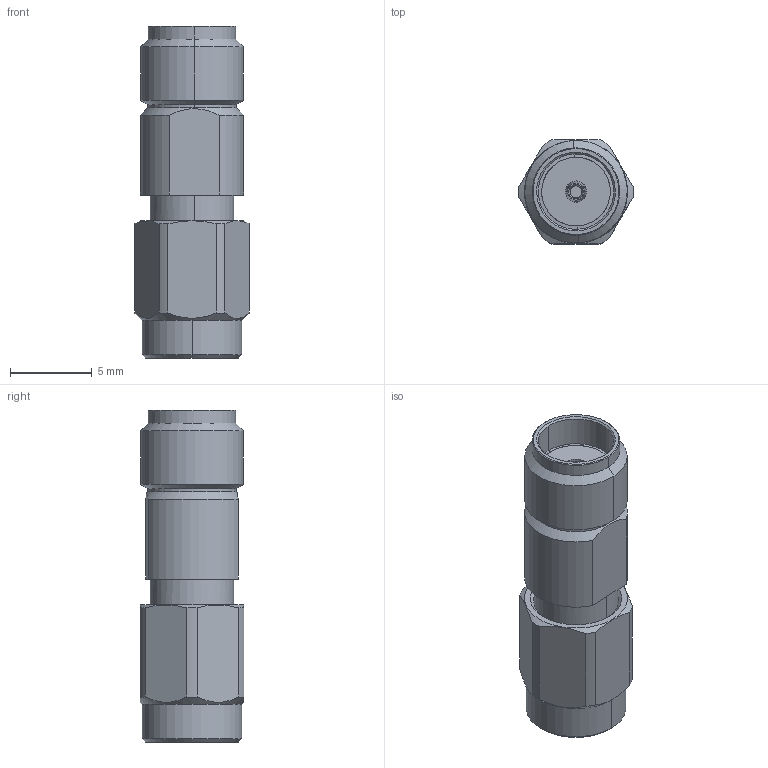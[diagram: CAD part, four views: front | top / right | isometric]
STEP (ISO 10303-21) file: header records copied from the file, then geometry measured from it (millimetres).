
FILE_DESCRIPTION (( 'STEP AP203' ), '1' );
FILE_NAME ('R191.348.000A.STEP', '2015-09-09T08:22:26', ( '' ), ( '' ), 'SwSTEP 2.0', 'SolidWorks 2014', '' );
FILE_SCHEMA (( 'CONFIG_CONTROL_DESIGN' ));
Length unit declared in the file: metre
Products named in the file (1): R191.348.000A
Bounding box: 7 x 6.35 x 20.29 mm (x, y, z)
Volume: 505.8 mm3; surface area: 719.1 mm2
Topology: 1 solids, 1 shells, 111 faces, 269 edges, 167 vertices
Faces by surface type: cylinder 42, plane 35, cone 34
Entity records: 3476 total; most frequent: CARTESIAN_POINT 766, DIRECTION 581, ORIENTED_EDGE 538, EDGE_CURVE 269, AXIS2_PLACEMENT_3D 238, VERTEX_POINT 167, CIRCLE 126, EDGE_LOOP 120
